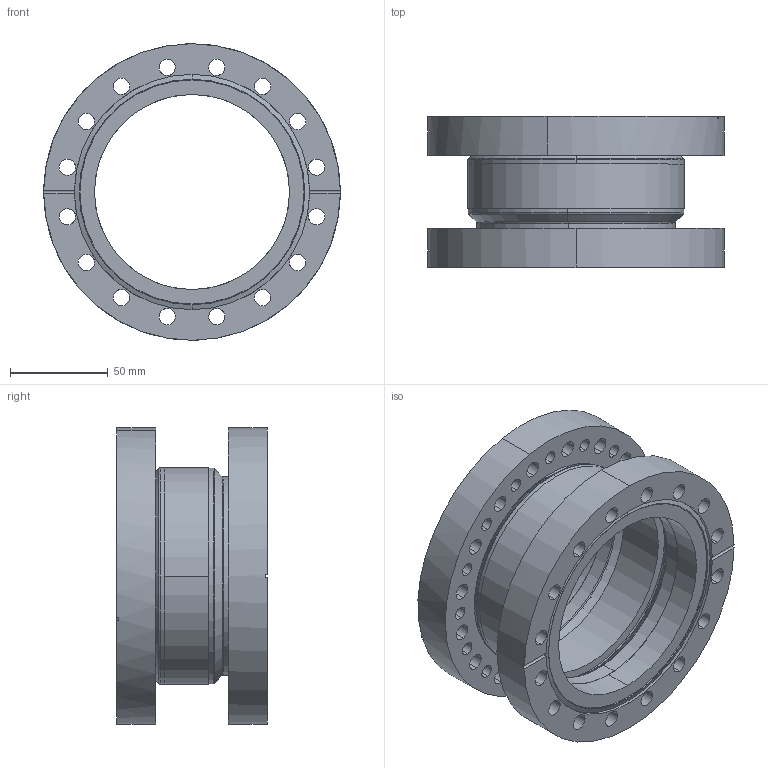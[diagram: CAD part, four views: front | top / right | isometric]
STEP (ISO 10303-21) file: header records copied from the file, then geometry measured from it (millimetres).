
FILE_DESCRIPTION (( 'STEP AP214' ), '1' );
FILE_NAME ('271-CB-1V-100-C100.STEP', '2017-02-24T11:29:36', ( '' ), ( '' ), 'SwSTEP 2.0', 'SolidWorks 2014', '' );
FILE_SCHEMA (( 'AUTOMOTIVE_DESIGN' ));
Length unit declared in the file: millimetre
Products named in the file (8): 9271-CB-1V-100-1; 9271-CB-1V-100-C100-2_411-ACFB100; 9411-ACXR-OUT_411-AC100R-OUT; 9271-CB-1V-100-C100-3_9411-CFB100R-IN; 9271-CB-1V-100-C100-1_411-CFB100; 271-CB-1V-100-C100; 271-CB-1V-100; 271-CB-1V-100-2
Assembly tree (8 placements, depth 3):
  271-CB-1V-100-C100
    9271-CB-1V-100-C100-1_411-CFB100
    9271-CB-1V-100-C100-2_411-ACFB100
      9271-CB-1V-100-C100-3_9411-CFB100R-IN
      9411-ACXR-OUT_411-AC100R-OUT
    271-CB-1V-100
      9271-CB-1V-100-1
      271-CB-1V-100-2  x2
Bounding box: 152 x 77.2 x 152 mm (x, y, z)
Volume: 395802 mm3; surface area: 149473.6 mm2
Topology: 6 solids, 6 shells, 202 faces, 512 edges, 326 vertices
Faces by surface type: cylinder 144, torus 22, plane 20, cone 16
Entity records: 6280 total; most frequent: DIRECTION 1154, CARTESIAN_POINT 1085, ORIENTED_EDGE 936, AXIS2_PLACEMENT_3D 501, EDGE_CURVE 468, CIRCLE 308, VERTEX_POINT 302, EDGE_LOOP 290
